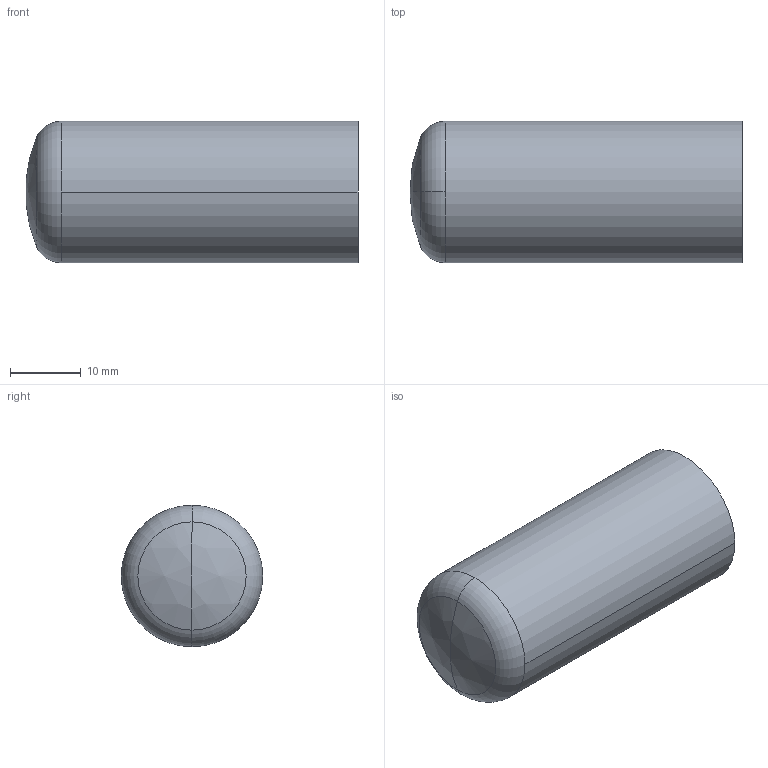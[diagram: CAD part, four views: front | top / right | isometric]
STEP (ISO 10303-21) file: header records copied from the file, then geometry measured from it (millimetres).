
FILE_DESCRIPTION( ( '' ), '1' );
FILE_NAME( 'AGRU_11064002011_PPR_grau_Endkappe_20X1_9__SDR11__ISO_S-5_10.stp', '2018-02-08T08:30:07', ( '' ), ( '' ), ' ', ' ', ' ' );
FILE_SCHEMA( ( 'automotive_design' ) );
Length unit declared in the file: millimetre
Products named in the file (1): 1
Bounding box: 46.94 x 20 x 20 mm (x, y, z)
Volume: 5205.6 mm3; surface area: 5595.1 mm2
Topology: 1 solids, 1 shells, 13 faces, 28 edges, 18 vertices
Faces by surface type: sphere 4, torus 4, cylinder 4, plane 1
Entity records: 728 total; most frequent: DIRECTION 80, STYLED_ITEM 60, PRESENTATION_STYLE_ASSIGNMENT 60, CARTESIAN_POINT 60, COLOUR_RGB 60, ORIENTED_EDGE 56, AXIS2_PLACEMENT_3D 38, EDGE_CURVE 28
